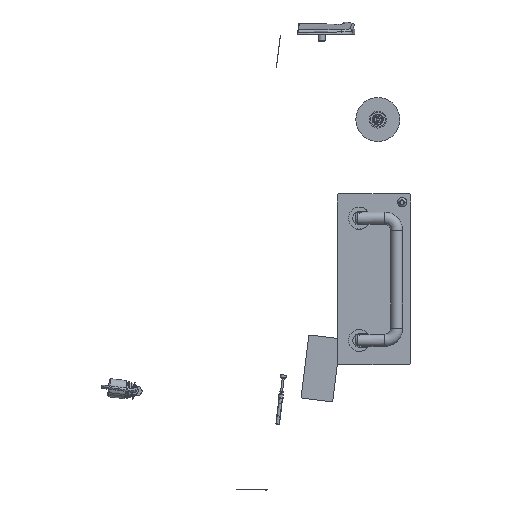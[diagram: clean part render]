
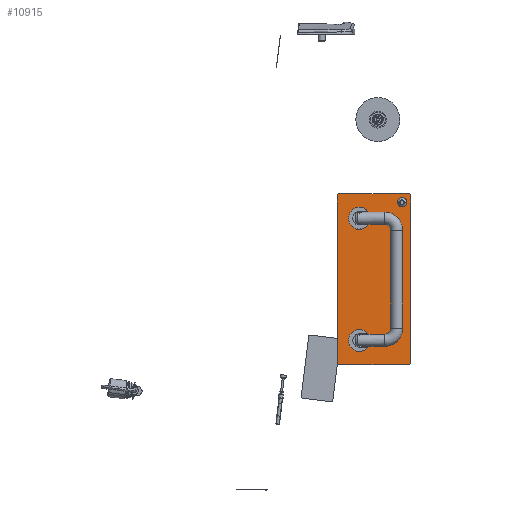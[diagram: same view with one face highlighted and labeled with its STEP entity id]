
A CAD part, left-side view. The second image highlights one B-rep face of the part: STEP entity #10915.
In plain terms, the highlighted face is planar.
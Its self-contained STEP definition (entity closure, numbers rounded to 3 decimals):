
#241 = CARTESIAN_POINT ( 'NONE',  ( -50., 1., -12. ) ) ;
#648 = EDGE_CURVE ( 'NONE', #4898, #8993, #3690, .T. ) ;
#1773 = EDGE_LOOP ( 'NONE', ( #5625, #17994 ) ) ;
#1841 = LINE ( 'NONE', #18802, #36418 ) ;
#2031 = DIRECTION ( 'NONE',  ( -1., 0., 0. ) ) ;
#2732 = LINE ( 'NONE', #37024, #23186 ) ;
#2902 = CARTESIAN_POINT ( 'NONE',  ( 50., 1., -16.1 ) ) ;
#3377 = CARTESIAN_POINT ( 'NONE',  ( 70., 1., 29. ) ) ;
#3438 = CARTESIAN_POINT ( 'NONE',  ( -70., 1., -29. ) ) ;
#3687 = EDGE_CURVE ( 'NONE', #30577, #41594, #1841, .T. ) ;
#3690 = CIRCLE ( 'NONE', #9153, 4.1 ) ;
#4516 = LINE ( 'NONE', #25485, #29093 ) ;
#4898 = VERTEX_POINT ( 'NONE', #37150 ) ;
#5482 = LINE ( 'NONE', #20629, #26912 ) ;
#5625 = ORIENTED_EDGE ( 'NONE', *, *, #13302, .F. ) ;
#5864 = CARTESIAN_POINT ( 'NONE',  ( 50., 1., -7.9 ) ) ;
#6837 = EDGE_LOOP ( 'NONE', ( #41697, #26999, #11670, #15977, #30716, #24513, #19447, #8028 ) ) ;
#7177 = VECTOR ( 'NONE', #17190, 1000. ) ;
#7553 = AXIS2_PLACEMENT_3D ( 'NONE', #29982, #22999, #26368 ) ;
#7674 = CARTESIAN_POINT ( 'NONE',  ( 63., 1., 23. ) ) ;
#8028 = ORIENTED_EDGE ( 'NONE', *, *, #19149, .T. ) ;
#8306 = DIRECTION ( 'NONE',  ( 0., 1., 0. ) ) ;
#8310 = EDGE_CURVE ( 'NONE', #16931, #29939, #29872, .T. ) ;
#8993 = VERTEX_POINT ( 'NONE', #36802 ) ;
#9153 = AXIS2_PLACEMENT_3D ( 'NONE', #21067, #11397, #34690 ) ;
#9214 = AXIS2_PLACEMENT_3D ( 'NONE', #241, #17226, #14015 ) ;
#9337 = FACE_BOUND ( 'NONE', #18385, .T. ) ;
#10915 = ADVANCED_FACE ( 'NONE', ( #14034, #9337, #24517, #18746 ), #34473, .F. ) ;
#11089 = CARTESIAN_POINT ( 'NONE',  ( -69., 1., -30. ) ) ;
#11397 = DIRECTION ( 'NONE',  ( 0., 1., 0. ) ) ;
#11670 = ORIENTED_EDGE ( 'NONE', *, *, #12664, .T. ) ;
#12664 = EDGE_CURVE ( 'NONE', #25108, #17018, #4516, .T. ) ;
#13302 = EDGE_CURVE ( 'NONE', #21819, #39897, #13401, .T. ) ;
#13401 = CIRCLE ( 'NONE', #42000, 1.65 ) ;
#13973 = DIRECTION ( 'NONE',  ( 0., 1., 0. ) ) ;
#14015 = DIRECTION ( 'NONE',  ( 0., 0., 1. ) ) ;
#14034 = FACE_BOUND ( 'NONE', #33762, .T. ) ;
#14068 = CARTESIAN_POINT ( 'NONE',  ( 69., 1., -30. ) ) ;
#14260 = DIRECTION ( 'NONE',  ( 0., 0., -1. ) ) ;
#15154 = EDGE_CURVE ( 'NONE', #33950, #29614, #41826, .T. ) ;
#15174 = CIRCLE ( 'NONE', #9214, 4.1 ) ;
#15770 = ORIENTED_EDGE ( 'NONE', *, *, #648, .F. ) ;
#15977 = ORIENTED_EDGE ( 'NONE', *, *, #27998, .T. ) ;
#16028 = DIRECTION ( 'NONE',  ( 1., 0., 0. ) ) ;
#16519 = EDGE_CURVE ( 'NONE', #33588, #25108, #30678, .T. ) ;
#16557 = VECTOR ( 'NONE', #25336, 1000. ) ;
#16640 = VECTOR ( 'NONE', #21015, 1000. ) ;
#16816 = EDGE_CURVE ( 'NONE', #20810, #33588, #31191, .T. ) ;
#16931 = VERTEX_POINT ( 'NONE', #2902 ) ;
#17018 = VERTEX_POINT ( 'NONE', #11089 ) ;
#17190 = DIRECTION ( 'NONE',  ( -0.707, 0., 0.707 ) ) ;
#17208 = AXIS2_PLACEMENT_3D ( 'NONE', #43382, #26277, #36235 ) ;
#17226 = DIRECTION ( 'NONE',  ( 0., 1., 0. ) ) ;
#17994 = ORIENTED_EDGE ( 'NONE', *, *, #26675, .F. ) ;
#18385 = EDGE_LOOP ( 'NONE', ( #35574, #15770 ) ) ;
#18746 = FACE_BOUND ( 'NONE', #1773, .T. ) ;
#18802 = CARTESIAN_POINT ( 'NONE',  ( -70., 1., 30. ) ) ;
#19149 = EDGE_CURVE ( 'NONE', #41594, #20810, #5482, .T. ) ;
#19447 = ORIENTED_EDGE ( 'NONE', *, *, #3687, .T. ) ;
#19885 = AXIS2_PLACEMENT_3D ( 'NONE', #34331, #24522, #14260 ) ;
#20629 = CARTESIAN_POINT ( 'NONE',  ( 70., 1., 29. ) ) ;
#20810 = VERTEX_POINT ( 'NONE', #3377 ) ;
#20960 = CARTESIAN_POINT ( 'NONE',  ( 63., 1., 24.65 ) ) ;
#21015 = DIRECTION ( 'NONE',  ( 0., 0., 1. ) ) ;
#21067 = CARTESIAN_POINT ( 'NONE',  ( -50., 1., -12. ) ) ;
#21819 = VERTEX_POINT ( 'NONE', #20960 ) ;
#22668 = ORIENTED_EDGE ( 'NONE', *, *, #8310, .F. ) ;
#22999 = DIRECTION ( 'NONE',  ( 0., 1., 0. ) ) ;
#23186 = VECTOR ( 'NONE', #40410, 1000. ) ;
#24069 = EDGE_CURVE ( 'NONE', #29614, #30577, #2732, .T. ) ;
#24239 = DIRECTION ( 'NONE',  ( 0., 0., 1. ) ) ;
#24513 = ORIENTED_EDGE ( 'NONE', *, *, #24069, .T. ) ;
#24517 = FACE_OUTER_BOUND ( 'NONE', #6837, .T. ) ;
#24522 = DIRECTION ( 'NONE',  ( 0., -1., 0. ) ) ;
#25108 = VERTEX_POINT ( 'NONE', #14068 ) ;
#25336 = DIRECTION ( 'NONE',  ( 0., 0., -1. ) ) ;
#25485 = CARTESIAN_POINT ( 'NONE',  ( -70., 1., -30. ) ) ;
#25685 = EDGE_CURVE ( 'NONE', #8993, #4898, #15174, .T. ) ;
#25899 = CARTESIAN_POINT ( 'NONE',  ( 70., 1., 30. ) ) ;
#26277 = DIRECTION ( 'NONE',  ( 0., 1., 0. ) ) ;
#26368 = DIRECTION ( 'NONE',  ( 0., 0., -1. ) ) ;
#26515 = CARTESIAN_POINT ( 'NONE',  ( 63., 1., 21.35 ) ) ;
#26675 = EDGE_CURVE ( 'NONE', #39897, #21819, #30797, .T. ) ;
#26912 = VECTOR ( 'NONE', #33677, 1000. ) ;
#26999 = ORIENTED_EDGE ( 'NONE', *, *, #16519, .T. ) ;
#27820 = ORIENTED_EDGE ( 'NONE', *, *, #33736, .F. ) ;
#27998 = EDGE_CURVE ( 'NONE', #17018, #33950, #33902, .T. ) ;
#29093 = VECTOR ( 'NONE', #2031, 1000. ) ;
#29614 = VERTEX_POINT ( 'NONE', #39281 ) ;
#29872 = CIRCLE ( 'NONE', #17208, 4.1 ) ;
#29939 = VERTEX_POINT ( 'NONE', #5864 ) ;
#29982 = CARTESIAN_POINT ( 'NONE',  ( 50., 1., -12. ) ) ;
#30125 = CARTESIAN_POINT ( 'NONE',  ( 69., 1., -30. ) ) ;
#30577 = VERTEX_POINT ( 'NONE', #34067 ) ;
#30678 = LINE ( 'NONE', #30125, #37530 ) ;
#30716 = ORIENTED_EDGE ( 'NONE', *, *, #15154, .T. ) ;
#30797 = CIRCLE ( 'NONE', #36967, 1.65 ) ;
#31191 = LINE ( 'NONE', #25899, #16557 ) ;
#32755 = CARTESIAN_POINT ( 'NONE',  ( -70., 1., -29. ) ) ;
#33527 = DIRECTION ( 'NONE',  ( -0.707, 0., -0.707 ) ) ;
#33588 = VERTEX_POINT ( 'NONE', #41910 ) ;
#33677 = DIRECTION ( 'NONE',  ( 0.707, 0., -0.707 ) ) ;
#33736 = EDGE_CURVE ( 'NONE', #29939, #16931, #41810, .T. ) ;
#33762 = EDGE_LOOP ( 'NONE', ( #27820, #22668 ) ) ;
#33902 = LINE ( 'NONE', #3438, #7177 ) ;
#33950 = VERTEX_POINT ( 'NONE', #32755 ) ;
#34067 = CARTESIAN_POINT ( 'NONE',  ( -69., 1., 30. ) ) ;
#34331 = CARTESIAN_POINT ( 'NONE',  ( 70., 1., -30. ) ) ;
#34473 = PLANE ( 'NONE',  #19885 ) ;
#34690 = DIRECTION ( 'NONE',  ( 0., 0., 1. ) ) ;
#35574 = ORIENTED_EDGE ( 'NONE', *, *, #25685, .F. ) ;
#36131 = DIRECTION ( 'NONE',  ( 0., 0., 1. ) ) ;
#36235 = DIRECTION ( 'NONE',  ( 0., 0., -1. ) ) ;
#36418 = VECTOR ( 'NONE', #16028, 1000. ) ;
#36802 = CARTESIAN_POINT ( 'NONE',  ( -50., 1., -7.9 ) ) ;
#36967 = AXIS2_PLACEMENT_3D ( 'NONE', #7674, #13973, #24239 ) ;
#37024 = CARTESIAN_POINT ( 'NONE',  ( -69., 1., 30. ) ) ;
#37150 = CARTESIAN_POINT ( 'NONE',  ( -50., 1., -16.1 ) ) ;
#37530 = VECTOR ( 'NONE', #33527, 1000. ) ;
#37678 = CARTESIAN_POINT ( 'NONE',  ( 69., 1., 30. ) ) ;
#39281 = CARTESIAN_POINT ( 'NONE',  ( -70., 1., 29. ) ) ;
#39897 = VERTEX_POINT ( 'NONE', #26515 ) ;
#40410 = DIRECTION ( 'NONE',  ( 0.707, 0., 0.707 ) ) ;
#40791 = CARTESIAN_POINT ( 'NONE',  ( -70., 1., 30. ) ) ;
#41594 = VERTEX_POINT ( 'NONE', #37678 ) ;
#41697 = ORIENTED_EDGE ( 'NONE', *, *, #16816, .T. ) ;
#41810 = CIRCLE ( 'NONE', #7553, 4.1 ) ;
#41826 = LINE ( 'NONE', #40791, #16640 ) ;
#41910 = CARTESIAN_POINT ( 'NONE',  ( 70., 1., -29. ) ) ;
#42000 = AXIS2_PLACEMENT_3D ( 'NONE', #42285, #8306, #36131 ) ;
#42285 = CARTESIAN_POINT ( 'NONE',  ( 63., 1., 23. ) ) ;
#43382 = CARTESIAN_POINT ( 'NONE',  ( 50., 1., -12. ) ) ;
